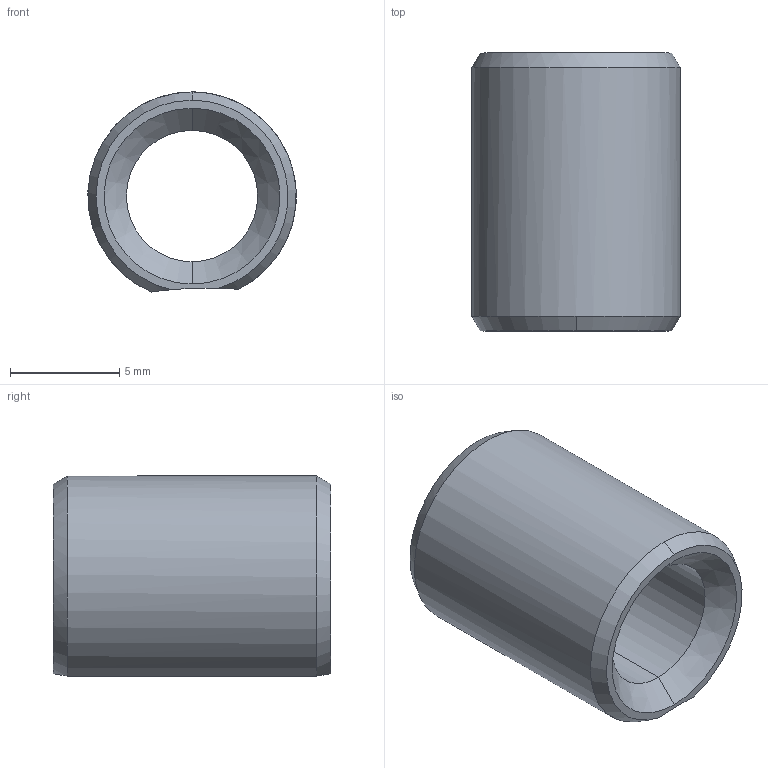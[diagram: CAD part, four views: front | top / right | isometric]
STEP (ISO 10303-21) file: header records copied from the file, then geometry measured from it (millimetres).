
FILE_DESCRIPTION (( 'STEP AP203' ), '1' );
FILE_NAME ('CS0005.STEP', '2025-04-11T15:46:23', ( '' ), ( '' ), 'SwSTEP 2.0', 'SolidWorks 2023', '' );
FILE_SCHEMA (( 'CONFIG_CONTROL_DESIGN' ));
Length unit declared in the file: inch
Products named in the file (1): CS0005
Bounding box: 9.51 x 12.7 x 9.15 mm (x, y, z)
Volume: 499.1 mm3; surface area: 665.5 mm2
Topology: 1 solids, 1 shells, 13 faces, 29 edges, 18 vertices
Faces by surface type: cone 7, cylinder 4, plane 2
Entity records: 454 total; most frequent: CARTESIAN_POINT 73, DIRECTION 69, ORIENTED_EDGE 58, AXIS2_PLACEMENT_3D 30, EDGE_CURVE 29, VERTEX_POINT 18, CIRCLE 16, EDGE_LOOP 15
